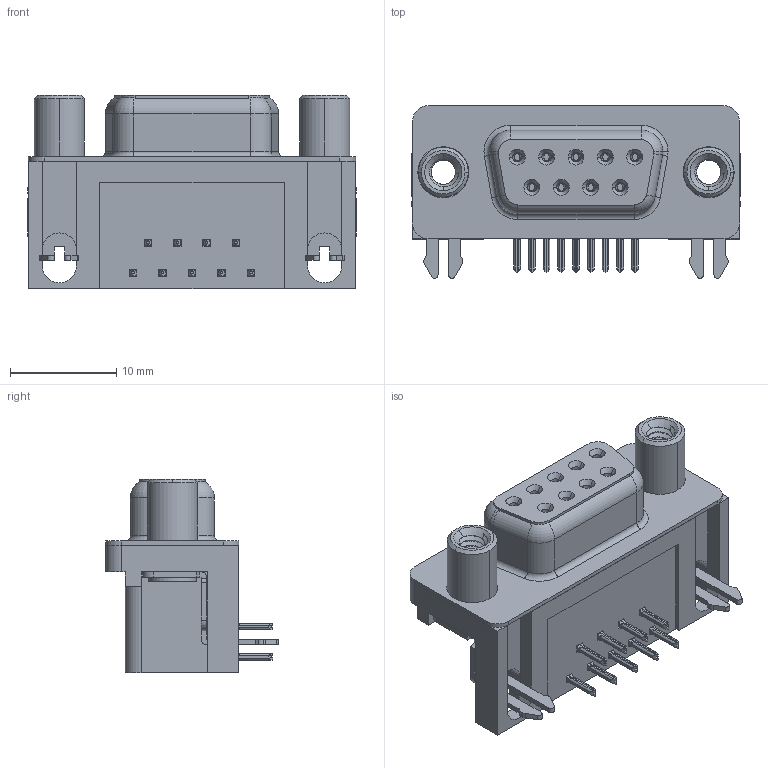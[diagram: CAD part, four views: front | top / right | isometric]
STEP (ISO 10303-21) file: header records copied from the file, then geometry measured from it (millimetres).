
FILE_DESCRIPTION (( 'STEP AP203' ), '1' );
FILE_NAME ('622-009-260-030.STEP', '2019-11-19T17:03:35', ( '' ), ( '' ), 'SwSTEP 2.0', 'SolidWorks 2016', '' );
FILE_SCHEMA (( 'CONFIG_CONTROL_DESIGN' ));
Length unit declared in the file: millimetre
Products named in the file (7): 622 Socket Bottom; 622 2 Prong Board Lock; 622-009-260-030; 622 Round Threaded Standoff; 622 Housing_9 Socket; 622 Shell_9 Socket; 622 Contact Top
Assembly tree (15 placements, depth 2):
  622-009-260-030
    622 Housing_9 Socket
    622 Shell_9 Socket
    622 Socket Bottom  x4
    622 Contact Top  x5
    622 2 Prong Board Lock  x2
    622 Round Threaded Standoff  x2
Bounding box: 30.89 x 16.25 x 18.2 mm (x, y, z)
Volume: 3815.3 mm3; surface area: 5278.3 mm2
Topology: 15 solids, 15 shells, 1606 faces, 4246 edges, 2680 vertices
Faces by surface type: plane 708, cylinder 432, bspline 324, cone 120, torus 22
Entity records: 24616 total; most frequent: CARTESIAN_POINT 8880, ORIENTED_EDGE 3248, DIRECTION 2788, EDGE_CURVE 1624, VERTEX_POINT 1036, LINE 962, VECTOR 962, AXIS2_PLACEMENT_3D 913
